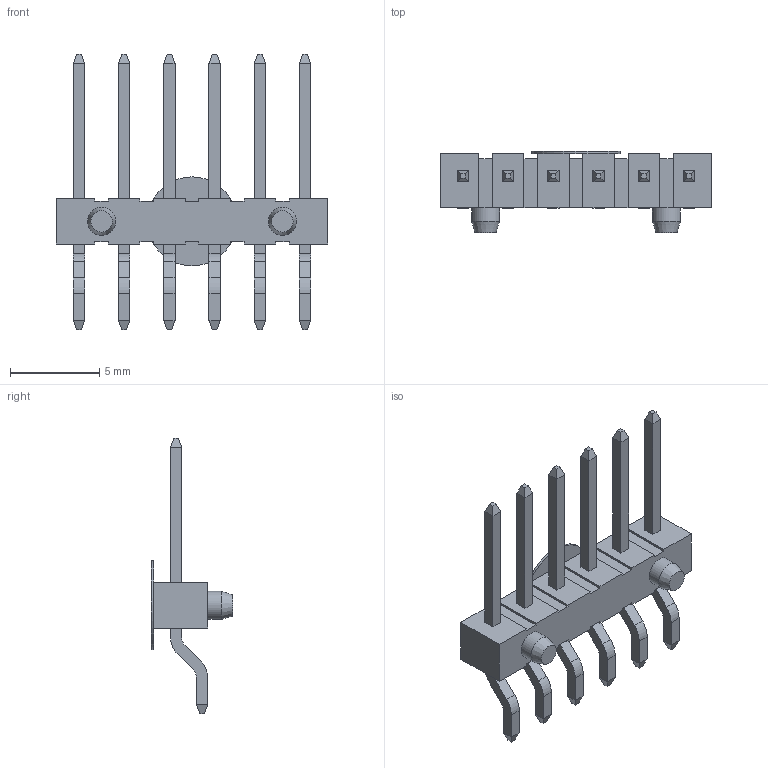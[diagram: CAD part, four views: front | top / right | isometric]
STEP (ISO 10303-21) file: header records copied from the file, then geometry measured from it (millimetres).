
FILE_DESCRIPTION(/* description */ ('STEP AP214'),/* implementation_level */ '2;1');
FILE_NAME(/* name */ 'TSM-106-02-T-SH-A-K-TR',/* time_stamp */ '2023-08-25T13:46:28+02:00',/* author */ ('License CC BY-ND 4.0'),/* organization */ ('CADENAS'),/* preprocessor_version */ 'ST-DEVELOPER v19.3',/* originating_system */ 'PARTsolutions',/* authorisation */ ' ');
FILE_SCHEMA (('AUTOMOTIVE_DESIGN {1 0 10303 214 3 1 1}'));
Length unit declared in the file: inch
Products named in the file (4): TSM-106-02-T-SH-A-K-TR; T-1S6-15(-02-6-SH); TSM_polyimide_film; TSM-106-02-SH-A_body
Assembly tree (3 placements, depth 2):
  TSM-106-02-T-SH-A-K-TR
    T-1S6-15(-02-6-SH)
    TSM_polyimide_film
    TSM-106-02-SH-A_body
Bounding box: 15.24 x 4.57 x 15.49 mm (x, y, z)
Volume: 153 mm3; surface area: 539 mm2
Topology: 3 solids, 3 shells, 221 faces, 591 edges, 378 vertices
Faces by surface type: plane 192, cylinder 27, cone 2
Full cylindrical faces by diameter (mm): 1.575 x2, 5.004 x1
Entity records: 6823 total; most frequent: CARTESIAN_POINT 1185, ORIENTED_EDGE 1168, DIRECTION 1090, EDGE_CURVE 584, LINE 528, VECTOR 528, VERTEX_POINT 376, AXIS2_PLACEMENT_3D 281
